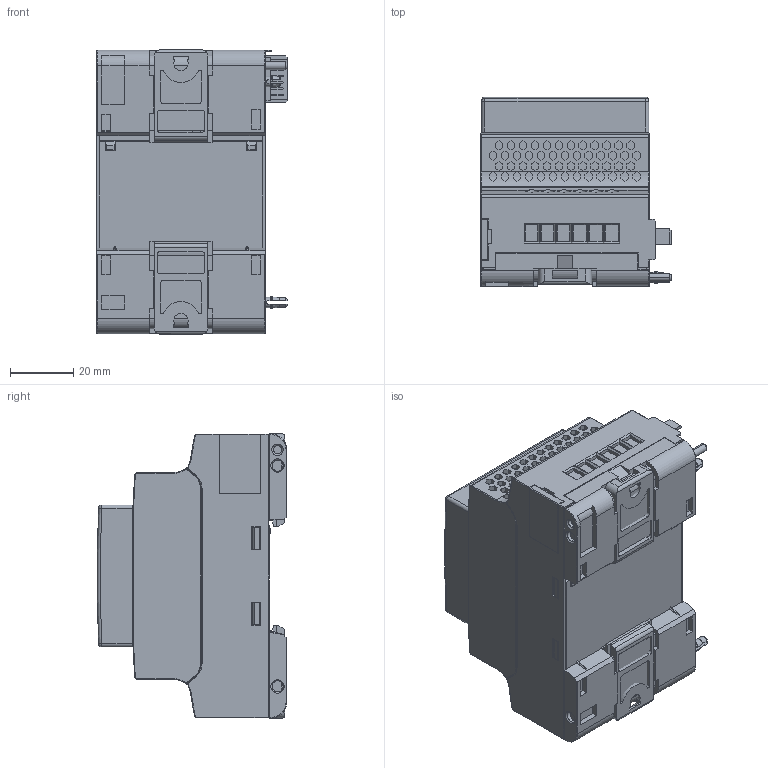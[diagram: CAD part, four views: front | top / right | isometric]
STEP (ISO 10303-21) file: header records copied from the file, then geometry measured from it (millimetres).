
FILE_DESCRIPTION((''),'2;1');
FILE_NAME('EM4_EXPANSION_GLOSSY','2014-03-14T',('LPADBY2'),('CROUZET-AUTOMATISMES'),'PRO/ENGINEER BY PARAMETRIC TECHNOLOGY CORPORATION, 2010280','PRO/ENGINEER BY PARAMETRIC TECHNOLOGY CORPORATION, 2010280','');
FILE_SCHEMA(('CONFIG_CONTROL_DESIGN'));
Length unit declared in the file: millimetre
Products named in the file (1): EM4_EXPANSION_GLOSSY
Bounding box: 60.4 x 60.04 x 90.2 mm (x, y, z)
Surface area: 62194.6 mm2 (no closed solid volume)
Topology: 0 solids, 12 shells, 1564 faces, 5067 edges, 3468 vertices
Faces by surface type: plane 1270, cylinder 208, torus 46, cone 16, bspline 16, sphere 8
Entity records: 56575 total; most frequent: CARTESIAN_POINT 13101, ORIENTED_EDGE 8547, DIRECTION 8452, EDGE_CURVE 5067, VECTOR 3952, LINE 3952, VERTEX_POINT 3468, AXIS2_PLACEMENT_3D 2250
